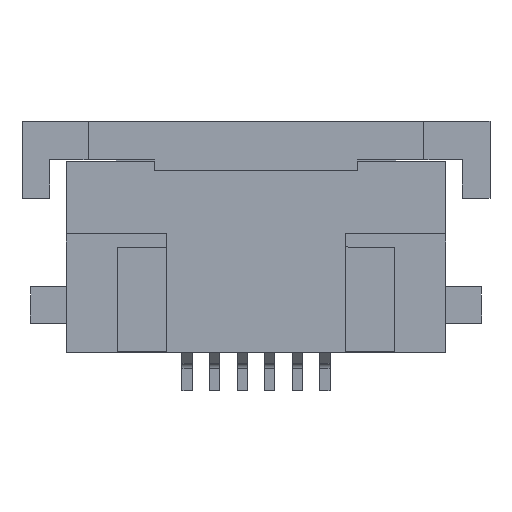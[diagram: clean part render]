
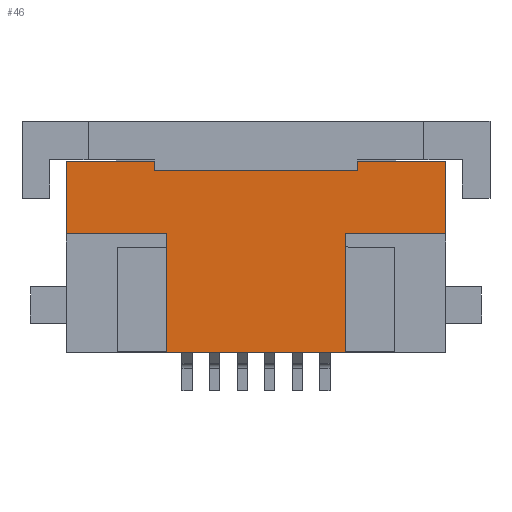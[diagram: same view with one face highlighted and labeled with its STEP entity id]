
A CAD part, front view. The second image highlights one B-rep face of the part: STEP entity #46.
In plain terms, the highlighted planar face has unit normal (0, -1, 0).
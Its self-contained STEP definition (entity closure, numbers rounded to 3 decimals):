
#46=ADVANCED_FACE('',(#265),#266,.F.);
#265=FACE_OUTER_BOUND('',#707,.T.);
#266=PLANE('',#708);
#707=EDGE_LOOP('',(#1149,#1150,#1151,#1152,#1153,#1154,#1155,#1156,#1157,#1158,#1159,#1160));
#708=AXIS2_PLACEMENT_3D('',#1161,#1162,#1163);
#1149=ORIENTED_EDGE('',*,*,#3059,.T.);
#1150=ORIENTED_EDGE('',*,*,#3060,.T.);
#1151=ORIENTED_EDGE('',*,*,#3061,.F.);
#1152=ORIENTED_EDGE('',*,*,#3062,.F.);
#1153=ORIENTED_EDGE('',*,*,#3063,.F.);
#1154=ORIENTED_EDGE('',*,*,#3064,.T.);
#1155=ORIENTED_EDGE('',*,*,#3065,.F.);
#1156=ORIENTED_EDGE('',*,*,#3066,.F.);
#1157=ORIENTED_EDGE('',*,*,#3067,.F.);
#1158=ORIENTED_EDGE('',*,*,#3068,.F.);
#1159=ORIENTED_EDGE('',*,*,#3069,.F.);
#1160=ORIENTED_EDGE('',*,*,#3070,.F.);
#1161=CARTESIAN_POINT('',(3.45,0.0,-2.465));
#1162=DIRECTION('',(0.0,1.0,0.0));
#1163=DIRECTION('',(1.0,0.0,-0.0));
#3059=EDGE_CURVE('',#3687,#3688,#3689,.T.);
#3060=EDGE_CURVE('',#3688,#3690,#3691,.T.);
#3061=EDGE_CURVE('',#3692,#3690,#3693,.T.);
#3062=EDGE_CURVE('',#3694,#3692,#3695,.T.);
#3063=EDGE_CURVE('',#3696,#3694,#3697,.T.);
#3064=EDGE_CURVE('',#3696,#3698,#3699,.T.);
#3065=EDGE_CURVE('',#3700,#3698,#3701,.T.);
#3066=EDGE_CURVE('',#3702,#3700,#3703,.T.);
#3067=EDGE_CURVE('',#3704,#3702,#3705,.T.);
#3068=EDGE_CURVE('',#3706,#3704,#3707,.T.);
#3069=EDGE_CURVE('',#3708,#3706,#3709,.T.);
#3070=EDGE_CURVE('',#3687,#3708,#3710,.T.);
#3687=VERTEX_POINT('',#4733);
#3688=VERTEX_POINT('',#4734);
#3689=LINE('',#4735,#4736);
#3690=VERTEX_POINT('',#4737);
#3691=LINE('',#4738,#4739);
#3692=VERTEX_POINT('',#4740);
#3693=LINE('',#4741,#4742);
#3694=VERTEX_POINT('',#4743);
#3695=LINE('',#4744,#4745);
#3696=VERTEX_POINT('',#4746);
#3697=LINE('',#4747,#4748);
#3698=VERTEX_POINT('',#4749);
#3699=LINE('',#4750,#4751);
#3700=VERTEX_POINT('',#4752);
#3701=LINE('',#4753,#4754);
#3702=VERTEX_POINT('',#4755);
#3703=LINE('',#4756,#4757);
#3704=VERTEX_POINT('',#4758);
#3705=LINE('',#4759,#4760);
#3706=VERTEX_POINT('',#4761);
#3707=LINE('',#4762,#4763);
#3708=VERTEX_POINT('',#4764);
#3709=LINE('',#4765,#4766);
#3710=LINE('',#4767,#4768);
#4733=CARTESIAN_POINT('',(5.07,0.0,-4.2));
#4734=CARTESIAN_POINT('',(5.07,0.0,-2.05));
#4735=CARTESIAN_POINT('',(5.07,0.0,-4.2));
#4736=VECTOR('',#6371,2.15);
#4737=CARTESIAN_POINT('',(6.9,0.0,-2.05));
#4738=CARTESIAN_POINT('',(5.07,0.0,-2.05));
#4739=VECTOR('',#6372,1.83);
#4740=CARTESIAN_POINT('',(6.9,0.0,-0.73));
#4741=CARTESIAN_POINT('',(6.9,0.0,-0.73));
#4742=VECTOR('',#6373,1.32);
#4743=CARTESIAN_POINT('',(5.3,0.0,-0.73));
#4744=CARTESIAN_POINT('',(5.3,0.0,-0.73));
#4745=VECTOR('',#6374,1.6);
#4746=CARTESIAN_POINT('',(5.3,0.0,-0.9));
#4747=CARTESIAN_POINT('',(5.3,0.0,-0.9));
#4748=VECTOR('',#6375,0.17);
#4749=CARTESIAN_POINT('',(1.6,0.0,-0.9));
#4750=CARTESIAN_POINT('',(5.3,0.0,-0.9));
#4751=VECTOR('',#6376,3.7);
#4752=CARTESIAN_POINT('',(1.6,0.0,-0.73));
#4753=CARTESIAN_POINT('',(1.6,0.0,-0.73));
#4754=VECTOR('',#6377,0.17);
#4755=CARTESIAN_POINT('',(0.0,0.0,-0.73));
#4756=CARTESIAN_POINT('',(0.0,0.0,-0.73));
#4757=VECTOR('',#6378,1.6);
#4758=CARTESIAN_POINT('',(0.0,0.0,-2.05));
#4759=CARTESIAN_POINT('',(0.0,0.0,-2.05));
#4760=VECTOR('',#6379,1.32);
#4761=CARTESIAN_POINT('',(1.83,0.0,-2.05));
#4762=CARTESIAN_POINT('',(1.83,0.0,-2.05));
#4763=VECTOR('',#6380,1.83);
#4764=CARTESIAN_POINT('',(1.83,0.0,-4.2));
#4765=CARTESIAN_POINT('',(1.83,0.0,-4.2));
#4766=VECTOR('',#6381,2.15);
#4767=CARTESIAN_POINT('',(5.07,0.0,-4.2));
#4768=VECTOR('',#6382,3.24);
#6371=DIRECTION('',(0.0,0.0,1.0));
#6372=DIRECTION('',(1.0,0.0,0.0));
#6373=DIRECTION('',(0.0,0.0,-1.0));
#6374=DIRECTION('',(1.0,0.0,0.0));
#6375=DIRECTION('',(0.0,0.0,1.0));
#6376=DIRECTION('',(-1.0,0.0,0.0));
#6377=DIRECTION('',(0.0,0.0,-1.0));
#6378=DIRECTION('',(1.0,0.0,0.0));
#6379=DIRECTION('',(0.0,0.0,1.0));
#6380=DIRECTION('',(-1.0,0.0,0.0));
#6381=DIRECTION('',(0.0,0.0,1.0));
#6382=DIRECTION('',(-1.0,0.0,0.0));
